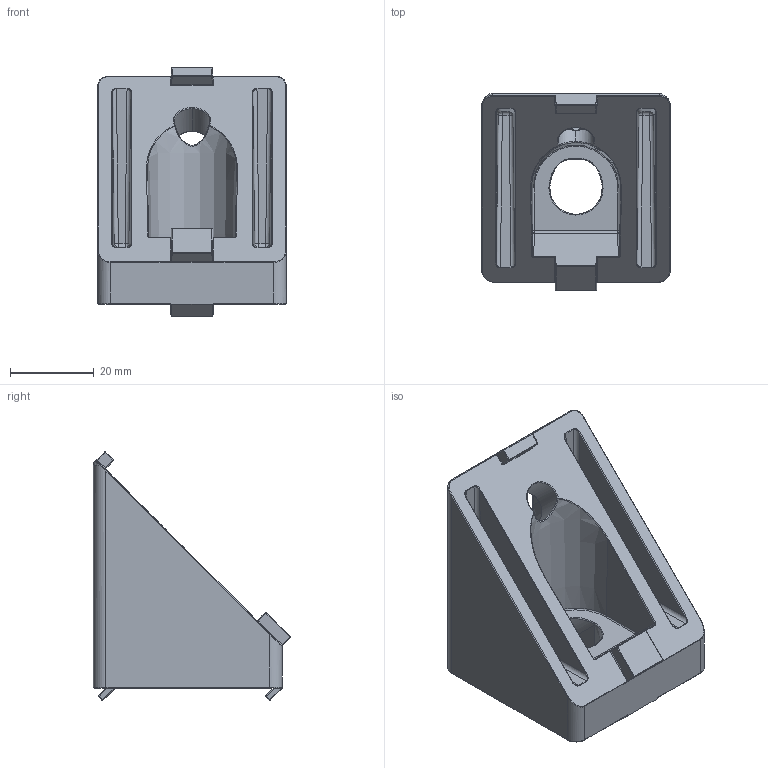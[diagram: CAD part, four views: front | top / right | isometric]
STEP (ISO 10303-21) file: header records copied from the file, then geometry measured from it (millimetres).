
FILE_DESCRIPTION (( 'STEP AP214' ), '1' );
FILE_NAME ('6121456', '2019-01-28T15:46:29', ( '' ), ('JUGARD+KÜNSTNER GmbH'), 'SwSTEP 2.0', 'SolidWorks 2017', '' );
FILE_SCHEMA (( 'AUTOMOTIVE_DESIGN' ));
Length unit declared in the file: millimetre
Products named in the file (1): 6121456
Bounding box: 45 x 47 x 59.25 mm (x, y, z)
Volume: 43732.5 mm3; surface area: 16378.5 mm2
Topology: 1 solids, 1 shells, 281 faces, 625 edges, 345 vertices
Faces by surface type: cylinder 124, bspline 101, plane 53, cone 3
Entity records: 10213 total; most frequent: CARTESIAN_POINT 4649, ORIENTED_EDGE 1238, DIRECTION 1042, EDGE_CURVE 619, AXIS2_PLACEMENT_3D 394, VERTEX_POINT 345, EDGE_LOOP 290, FACE_OUTER_BOUND 281
